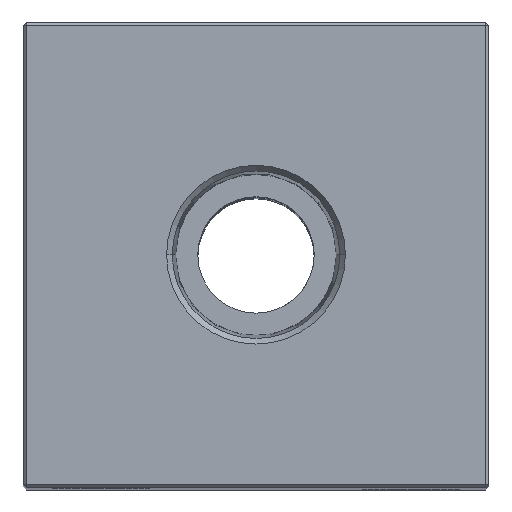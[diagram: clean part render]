
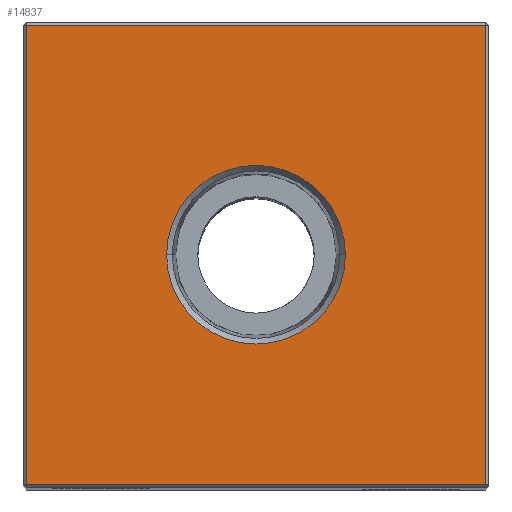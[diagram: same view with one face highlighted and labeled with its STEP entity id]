
A CAD part, top view. The second image highlights one B-rep face of the part: STEP entity #14837.
In plain terms, the highlighted planar face has unit normal (0, 0, 1).
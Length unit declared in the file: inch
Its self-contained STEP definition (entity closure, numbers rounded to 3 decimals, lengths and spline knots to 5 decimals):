
#19 = CARTESIAN_POINT ( 'NONE',  ( 0.288, 0., 4.75 ) ) ;
#33 = DIRECTION ( 'NONE',  ( 0., 0., -1. ) ) ;
#191 = CIRCLE ( 'NONE', #19447, 0.288 ) ;
#484 = DIRECTION ( 'NONE',  ( 1., 0., 0. ) ) ;
#528 = VECTOR ( 'NONE', #9795, 39.37008 ) ;
#548 = ORIENTED_EDGE ( 'NONE', *, *, #6949, .T. ) ;
#609 = ORIENTED_EDGE ( 'NONE', *, *, #23756, .T. ) ;
#853 = VERTEX_POINT ( 'NONE', #12904 ) ;
#1255 = VERTEX_POINT ( 'NONE', #15573 ) ;
#1488 = EDGE_CURVE ( 'NONE', #16503, #17347, #4971, .T. ) ;
#1953 = CARTESIAN_POINT ( 'NONE',  ( 0.74, 0., 4.75 ) ) ;
#3559 = ORIENTED_EDGE ( 'NONE', *, *, #24363, .T. ) ;
#3848 = DIRECTION ( 'NONE',  ( -1., 0., 0. ) ) ;
#3990 = DIRECTION ( 'NONE',  ( 1., 0., 0. ) ) ;
#4040 = DIRECTION ( 'NONE',  ( 0., 1., 0. ) ) ;
#4613 = EDGE_LOOP ( 'NONE', ( #7802, #11967 ) ) ;
#4971 = LINE ( 'NONE', #19620, #20702 ) ;
#5572 = PLANE ( 'NONE',  #7005 ) ;
#6949 = EDGE_CURVE ( 'NONE', #17347, #20220, #10154, .T. ) ;
#7005 = AXIS2_PLACEMENT_3D ( 'NONE', #18760, #33, #3848 ) ;
#7103 = DIRECTION ( 'NONE',  ( 1., 0., 0. ) ) ;
#7456 = LINE ( 'NONE', #7819, #22950 ) ;
#7475 = CARTESIAN_POINT ( 'NONE',  ( 0., 0., 4.75 ) ) ;
#7802 = ORIENTED_EDGE ( 'NONE', *, *, #12312, .F. ) ;
#7819 = CARTESIAN_POINT ( 'NONE',  ( 0., -0.74, 4.75 ) ) ;
#8409 = VECTOR ( 'NONE', #4040, 39.37008 ) ;
#9795 = DIRECTION ( 'NONE',  ( 0., -1., 0. ) ) ;
#10154 = LINE ( 'NONE', #10271, #528 ) ;
#10271 = CARTESIAN_POINT ( 'NONE',  ( -0.74, 0., 4.75 ) ) ;
#10549 = CARTESIAN_POINT ( 'NONE',  ( 0.74, 0.74, 4.75 ) ) ;
#11047 = CARTESIAN_POINT ( 'NONE',  ( -0.74, 0.74, 4.75 ) ) ;
#11967 = ORIENTED_EDGE ( 'NONE', *, *, #17295, .F. ) ;
#12312 = EDGE_CURVE ( 'NONE', #13039, #853, #19491, .T. ) ;
#12904 = CARTESIAN_POINT ( 'NONE',  ( -0.288, 0., 4.75 ) ) ;
#13039 = VERTEX_POINT ( 'NONE', #19 ) ;
#14837 = ADVANCED_FACE ( 'NONE', ( #20721, #14944 ), #5572, .F. ) ;
#14944 = FACE_BOUND ( 'NONE', #4613, .T. ) ;
#15573 = CARTESIAN_POINT ( 'NONE',  ( 0.74, -0.74, 4.75 ) ) ;
#16503 = VERTEX_POINT ( 'NONE', #10549 ) ;
#17260 = ORIENTED_EDGE ( 'NONE', *, *, #1488, .T. ) ;
#17295 = EDGE_CURVE ( 'NONE', #853, #13039, #191, .T. ) ;
#17347 = VERTEX_POINT ( 'NONE', #11047 ) ;
#18716 = AXIS2_PLACEMENT_3D ( 'NONE', #23147, #19214, #484 ) ;
#18760 = CARTESIAN_POINT ( 'NONE',  ( 0., 0., 4.75 ) ) ;
#18808 = DIRECTION ( 'NONE',  ( 0., 0., 1. ) ) ;
#18842 = LINE ( 'NONE', #1953, #8409 ) ;
#19214 = DIRECTION ( 'NONE',  ( 0., 0., 1. ) ) ;
#19447 = AXIS2_PLACEMENT_3D ( 'NONE', #7475, #18808, #7103 ) ;
#19491 = CIRCLE ( 'NONE', #18716, 0.288 ) ;
#19620 = CARTESIAN_POINT ( 'NONE',  ( 0., 0.74, 4.75 ) ) ;
#19866 = DIRECTION ( 'NONE',  ( -1., 0., 0. ) ) ;
#20220 = VERTEX_POINT ( 'NONE', #23632 ) ;
#20702 = VECTOR ( 'NONE', #19866, 39.37008 ) ;
#20721 = FACE_OUTER_BOUND ( 'NONE', #23317, .T. ) ;
#22950 = VECTOR ( 'NONE', #3990, 39.37008 ) ;
#23147 = CARTESIAN_POINT ( 'NONE',  ( 0., 0., 4.75 ) ) ;
#23317 = EDGE_LOOP ( 'NONE', ( #548, #3559, #609, #17260 ) ) ;
#23632 = CARTESIAN_POINT ( 'NONE',  ( -0.74, -0.74, 4.75 ) ) ;
#23756 = EDGE_CURVE ( 'NONE', #1255, #16503, #18842, .T. ) ;
#24363 = EDGE_CURVE ( 'NONE', #20220, #1255, #7456, .T. ) ;
